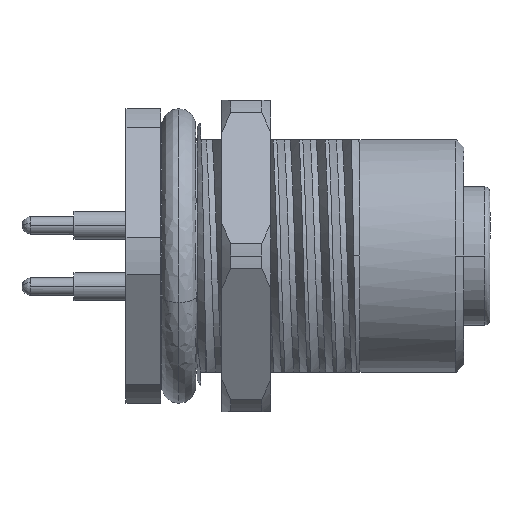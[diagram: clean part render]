
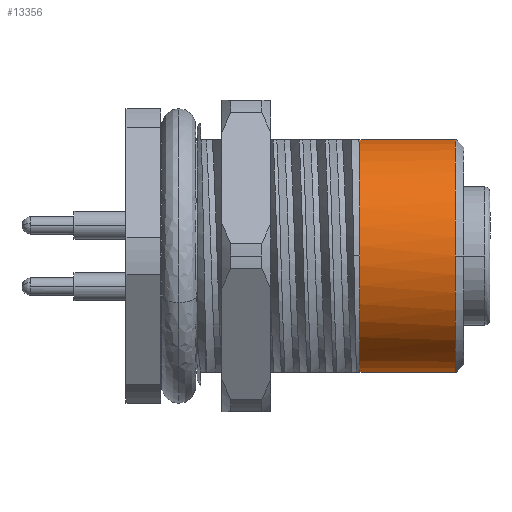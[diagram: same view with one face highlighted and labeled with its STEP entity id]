
A CAD part, left-side view. The second image highlights one B-rep face of the part: STEP entity #13356.
In plain terms, the highlighted cylindrical face has radius 6.75 mm (diameter 13.5 mm), a partial arc.
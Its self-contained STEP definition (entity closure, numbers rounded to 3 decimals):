
#54 = CIRCLE ( 'NONE', #10177, 6.75 ) ;
#713 = DIRECTION ( 'NONE',  ( 0., -1., 0. ) ) ;
#1326 = VERTEX_POINT ( 'NONE', #9206 ) ;
#1852 = ORIENTED_EDGE ( 'NONE', *, *, #25799, .T. ) ;
#2342 = VECTOR ( 'NONE', #25450, 1000. ) ;
#2935 = AXIS2_PLACEMENT_3D ( 'NONE', #11271, #9405, #24669 ) ;
#3053 = CYLINDRICAL_SURFACE ( 'NONE', #2935, 6.75 ) ;
#3295 = DIRECTION ( 'NONE',  ( 0., 1., 0. ) ) ;
#3542 = EDGE_CURVE ( 'NONE', #4979, #15950, #54, .T. ) ;
#4979 = VERTEX_POINT ( 'NONE', #16907 ) ;
#5166 = CARTESIAN_POINT ( 'NONE',  ( -0.82, -6.563, -2.3 ) ) ;
#6257 = VECTOR ( 'NONE', #713, 1000. ) ;
#6626 = AXIS2_PLACEMENT_3D ( 'NONE', #18947, #7986, #25562 ) ;
#6633 = EDGE_CURVE ( 'NONE', #23555, #26683, #12193, .T. ) ;
#7986 = DIRECTION ( 'NONE',  ( 0., -1., 0. ) ) ;
#8323 = ORIENTED_EDGE ( 'NONE', *, *, #18834, .T. ) ;
#9206 = CARTESIAN_POINT ( 'NONE',  ( -0.82, -6.563, -15.7 ) ) ;
#9273 = EDGE_LOOP ( 'NONE', ( #18560, #8323, #17399, #15127, #1852 ) ) ;
#9405 = DIRECTION ( 'NONE',  ( 0., -1., 0. ) ) ;
#9657 = CARTESIAN_POINT ( 'NONE',  ( 0., -12.063, -9. ) ) ;
#10177 = AXIS2_PLACEMENT_3D ( 'NONE', #9657, #3295, #11523 ) ;
#10851 = DIRECTION ( 'NONE',  ( 1., 0., 0. ) ) ;
#11271 = CARTESIAN_POINT ( 'NONE',  ( 0., -12.563, -9. ) ) ;
#11523 = DIRECTION ( 'NONE',  ( 1., 0., 0. ) ) ;
#11705 = CIRCLE ( 'NONE', #6626, 6.75 ) ;
#12193 = LINE ( 'NONE', #18839, #2342 ) ;
#13356 = ADVANCED_FACE ( 'NONE', ( #18206 ), #3053, .T. ) ;
#15127 = ORIENTED_EDGE ( 'NONE', *, *, #18520, .T. ) ;
#15950 = VERTEX_POINT ( 'NONE', #19720 ) ;
#16907 = CARTESIAN_POINT ( 'NONE',  ( -0.82, -12.063, -15.7 ) ) ;
#17399 = ORIENTED_EDGE ( 'NONE', *, *, #6633, .T. ) ;
#17486 = CARTESIAN_POINT ( 'NONE',  ( 0., -12.063, -9. ) ) ;
#18206 = FACE_OUTER_BOUND ( 'NONE', #9273, .T. ) ;
#18448 = CARTESIAN_POINT ( 'NONE',  ( -0.82, 2.637, -15.7 ) ) ;
#18520 = EDGE_CURVE ( 'NONE', #26683, #1326, #11705, .T. ) ;
#18560 = ORIENTED_EDGE ( 'NONE', *, *, #3542, .T. ) ;
#18834 = EDGE_CURVE ( 'NONE', #15950, #23555, #26933, .T. ) ;
#18839 = CARTESIAN_POINT ( 'NONE',  ( -0.82, 2.637, -2.3 ) ) ;
#18947 = CARTESIAN_POINT ( 'NONE',  ( 0., -6.563, -9. ) ) ;
#19720 = CARTESIAN_POINT ( 'NONE',  ( -6.75, -12.063, -9. ) ) ;
#19937 = DIRECTION ( 'NONE',  ( 0., 1., 0. ) ) ;
#22829 = CARTESIAN_POINT ( 'NONE',  ( -0.82, -12.063, -2.3 ) ) ;
#23555 = VERTEX_POINT ( 'NONE', #22829 ) ;
#24669 = DIRECTION ( 'NONE',  ( 1., 0., 0. ) ) ;
#25450 = DIRECTION ( 'NONE',  ( 0., 1., 0. ) ) ;
#25562 = DIRECTION ( 'NONE',  ( 1., 0., 0. ) ) ;
#25799 = EDGE_CURVE ( 'NONE', #1326, #4979, #28421, .T. ) ;
#25989 = AXIS2_PLACEMENT_3D ( 'NONE', #17486, #19937, #10851 ) ;
#26683 = VERTEX_POINT ( 'NONE', #5166 ) ;
#26933 = CIRCLE ( 'NONE', #25989, 6.75 ) ;
#28421 = LINE ( 'NONE', #18448, #6257 ) ;
